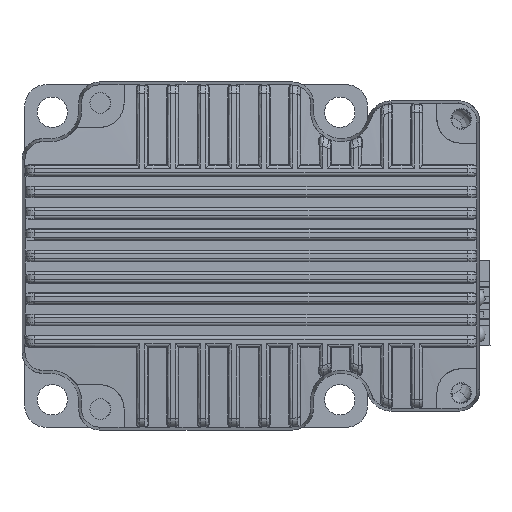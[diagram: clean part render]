
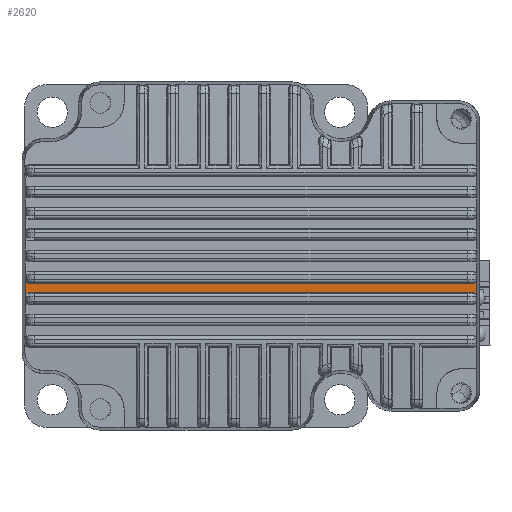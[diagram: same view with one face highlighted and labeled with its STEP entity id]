
A CAD part, front view. The second image highlights one B-rep face of the part: STEP entity #2620.
In plain terms, the highlighted cylindrical face has radius 272.359 mm (diameter 544.717 mm), a partial arc.
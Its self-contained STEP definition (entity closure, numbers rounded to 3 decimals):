
#253 = CARTESIAN_POINT ( 'NONE',  ( 56.832, -108.079, 55.303 ) ) ;
#1304 = ORIENTED_EDGE ( 'NONE', *, *, #24585, .T. ) ;
#1546 = EDGE_CURVE ( 'NONE', #21920, #16974, #31124, .T. ) ;
#1757 = CARTESIAN_POINT ( 'NONE',  ( -17.212, -108.073, 55.042 ) ) ;
#2021 = CARTESIAN_POINT ( 'NONE',  ( -16.844, -108.084, 55.541 ) ) ;
#2089 = CARTESIAN_POINT ( 'NONE',  ( -17.211, -108.122, 57.6 ) ) ;
#2620 = ADVANCED_FACE ( 'NONE', ( #16741 ), #12046, .T. ) ;
#2637 = CARTESIAN_POINT ( 'NONE',  ( -16.972, -108.115, 57.154 ) ) ;
#2714 = B_SPLINE_CURVE_WITH_KNOTS ( 'NONE', 3,
 ( #30273, #33167, #253, #12349, #17867, #27108 ),
 .UNSPECIFIED., .F., .F.,
 ( 4, 2, 4 ),
 ( 0., 0., 0.001 ),
 .UNSPECIFIED. ) ;
#2941 = CARTESIAN_POINT ( 'NONE',  ( 184.931, -108.084, 55.541 ) ) ;
#4211 = CARTESIAN_POINT ( 'NONE',  ( -16.712, -108.084, 55.541 ) ) ;
#4418 = B_SPLINE_CURVE_WITH_KNOTS ( 'NONE', 3,
 ( #11283, #14425, #35341, #8153, #23432, #20321 ),
 .UNSPECIFIED., .F., .F.,
 ( 4, 2, 4 ),
 ( 0., 0., 0.001 ),
 .UNSPECIFIED. ) ;
#4488 = CARTESIAN_POINT ( 'NONE',  ( 56.886, -108.122, 57.6 ) ) ;
#5932 = ORIENTED_EDGE ( 'NONE', *, *, #20815, .F. ) ;
#6968 = ORIENTED_EDGE ( 'NONE', *, *, #7909, .T. ) ;
#7251 = ORIENTED_EDGE ( 'NONE', *, *, #9372, .T. ) ;
#7376 = VERTEX_POINT ( 'NONE', #4211 ) ;
#7852 = CARTESIAN_POINT ( 'NONE',  ( -17.158, -108.079, 55.303 ) ) ;
#7909 = EDGE_CURVE ( 'NONE', #27769, #12135, #4418, .T. ) ;
#8153 = CARTESIAN_POINT ( 'NONE',  ( 56.647, -108.115, 57.154 ) ) ;
#8594 = CARTESIAN_POINT ( 'NONE',  ( -17.157, -108.118, 57.339 ) ) ;
#9372 = EDGE_CURVE ( 'NONE', #12135, #15929, #38302, .T. ) ;
#9429 = VERTEX_POINT ( 'NONE', #28677 ) ;
#9573 = VECTOR ( 'NONE', #35205, 1000. ) ;
#10240 = CARTESIAN_POINT ( 'NONE',  ( 56.386, -108.114, 57.1 ) ) ;
#11092 = CARTESIAN_POINT ( 'NONE',  ( -16.712, -108.084, 55.541 ) ) ;
#11283 = CARTESIAN_POINT ( 'NONE',  ( 56.886, -108.122, 57.6 ) ) ;
#11604 = VERTEX_POINT ( 'NONE', #21564 ) ;
#11663 = ORIENTED_EDGE ( 'NONE', *, *, #21304, .T. ) ;
#11726 = EDGE_LOOP ( 'NONE', ( #12967, #23864, #11663, #27808, #5932, #6968, #7251, #1304 ) ) ;
#11906 = LINE ( 'NONE', #2941, #9573 ) ;
#12046 = CYLINDRICAL_SURFACE ( 'NONE', #27113, 272.359 ) ;
#12123 = CARTESIAN_POINT ( 'NONE',  ( -17.211, -108.122, 57.6 ) ) ;
#12135 = VERTEX_POINT ( 'NONE', #10240 ) ;
#12349 = CARTESIAN_POINT ( 'NONE',  ( 56.648, -108.083, 55.487 ) ) ;
#12967 = ORIENTED_EDGE ( 'NONE', *, *, #1546, .F. ) ;
#13611 = CARTESIAN_POINT ( 'NONE',  ( -17.212, -108.076, 55.174 ) ) ;
#14425 = CARTESIAN_POINT ( 'NONE',  ( 56.886, -108.12, 57.468 ) ) ;
#14604 =( BOUNDED_CURVE ( )  B_SPLINE_CURVE ( 3, ( #20884, #29750, #33176, #26729 ),
 .UNSPECIFIED., .F., .T. ) 
 B_SPLINE_CURVE_WITH_KNOTS ( ( 4, 4 ),
 ( 0.015, 0.024 ),
 .UNSPECIFIED. ) 
 CURVE ( )  GEOMETRIC_REPRESENTATION_ITEM ( )  RATIONAL_B_SPLINE_CURVE ( ( 1., 1., 1., 1. ) ) 
 REPRESENTATION_ITEM ( '' )  );
#14627 = CARTESIAN_POINT ( 'NONE',  ( -17.211, -108.122, 57.6 ) ) ;
#15525 = CARTESIAN_POINT ( 'NONE',  ( -17.211, -108.11, 56.747 ) ) ;
#15929 = VERTEX_POINT ( 'NONE', #25813 ) ;
#15963 = CARTESIAN_POINT ( 'NONE',  ( -17.212, -108.073, 55.042 ) ) ;
#16741 = FACE_OUTER_BOUND ( 'NONE', #11726, .T. ) ;
#16974 = VERTEX_POINT ( 'NONE', #2089 ) ;
#17867 = CARTESIAN_POINT ( 'NONE',  ( 56.518, -108.084, 55.541 ) ) ;
#18595 = CARTESIAN_POINT ( 'NONE',  ( 184.931, 164.208, 61.57 ) ) ;
#19407 = B_SPLINE_CURVE_WITH_KNOTS ( 'NONE', 3,
 ( #1757, #13611, #7852, #22631, #2021, #11092 ),
 .UNSPECIFIED., .F., .F.,
 ( 4, 2, 4 ),
 ( 0., 0., 0.001 ),
 .UNSPECIFIED. ) ;
#19627 = VECTOR ( 'NONE', #22194, 1000. ) ;
#20321 = CARTESIAN_POINT ( 'NONE',  ( 56.386, -108.114, 57.1 ) ) ;
#20815 = EDGE_CURVE ( 'NONE', #27769, #9429, #14604, .T. ) ;
#20884 = CARTESIAN_POINT ( 'NONE',  ( 56.886, -108.122, 57.6 ) ) ;
#21304 = EDGE_CURVE ( 'NONE', #7376, #11604, #11906, .T. ) ;
#21557 = CARTESIAN_POINT ( 'NONE',  ( -17.211, -108.093, 55.894 ) ) ;
#21564 = CARTESIAN_POINT ( 'NONE',  ( 56.386, -108.084, 55.541 ) ) ;
#21920 = VERTEX_POINT ( 'NONE', #15963 ) ;
#22194 = DIRECTION ( 'NONE',  ( -1., 0., 0. ) ) ;
#22631 = CARTESIAN_POINT ( 'NONE',  ( -16.973, -108.083, 55.487 ) ) ;
#23432 = CARTESIAN_POINT ( 'NONE',  ( 56.518, -108.114, 57.1 ) ) ;
#23864 = ORIENTED_EDGE ( 'NONE', *, *, #25877, .T. ) ;
#24585 = EDGE_CURVE ( 'NONE', #15929, #16974, #30911, .T. ) ;
#25813 = CARTESIAN_POINT ( 'NONE',  ( -16.711, -108.114, 57.1 ) ) ;
#25877 = EDGE_CURVE ( 'NONE', #21920, #7376, #19407, .T. ) ;
#26624 = CARTESIAN_POINT ( 'NONE',  ( -16.843, -108.114, 57.1 ) ) ;
#26729 = CARTESIAN_POINT ( 'NONE',  ( 56.886, -108.073, 55.042 ) ) ;
#26886 = CARTESIAN_POINT ( 'NONE',  ( -17.211, -108.12, 57.468 ) ) ;
#27108 = CARTESIAN_POINT ( 'NONE',  ( 56.386, -108.084, 55.541 ) ) ;
#27113 = AXIS2_PLACEMENT_3D ( 'NONE', #18595, #36631, #37016 ) ;
#27413 = CARTESIAN_POINT ( 'NONE',  ( -17.212, -108.073, 55.042 ) ) ;
#27769 = VERTEX_POINT ( 'NONE', #4488 ) ;
#27808 = ORIENTED_EDGE ( 'NONE', *, *, #38106, .F. ) ;
#27917 = CARTESIAN_POINT ( 'NONE',  ( 184.931, -108.114, 57.1 ) ) ;
#28677 = CARTESIAN_POINT ( 'NONE',  ( 56.886, -108.073, 55.042 ) ) ;
#29750 = CARTESIAN_POINT ( 'NONE',  ( 56.886, -108.11, 56.747 ) ) ;
#30273 = CARTESIAN_POINT ( 'NONE',  ( 56.886, -108.073, 55.042 ) ) ;
#30911 = B_SPLINE_CURVE_WITH_KNOTS ( 'NONE', 3,
 ( #35789, #26624, #2637, #8594, #26886, #14627 ),
 .UNSPECIFIED., .F., .F.,
 ( 4, 2, 4 ),
 ( 0., 0., 0.001 ),
 .UNSPECIFIED. ) ;
#31124 =( BOUNDED_CURVE ( )  B_SPLINE_CURVE ( 3, ( #27413, #21557, #15525, #12123 ),
 .UNSPECIFIED., .F., .F. ) 
 B_SPLINE_CURVE_WITH_KNOTS ( ( 4, 4 ),
 ( 3.118, 3.127 ),
 .UNSPECIFIED. ) 
 CURVE ( )  GEOMETRIC_REPRESENTATION_ITEM ( )  RATIONAL_B_SPLINE_CURVE ( ( 1., 1., 1., 1. ) ) 
 REPRESENTATION_ITEM ( '' )  );
#33167 = CARTESIAN_POINT ( 'NONE',  ( 56.886, -108.076, 55.174 ) ) ;
#33176 = CARTESIAN_POINT ( 'NONE',  ( 56.886, -108.093, 55.894 ) ) ;
#35205 = DIRECTION ( 'NONE',  ( 1., 0., 0. ) ) ;
#35341 = CARTESIAN_POINT ( 'NONE',  ( 56.831, -108.118, 57.339 ) ) ;
#35789 = CARTESIAN_POINT ( 'NONE',  ( -16.711, -108.114, 57.1 ) ) ;
#36631 = DIRECTION ( 'NONE',  ( -1., 0., 0. ) ) ;
#37016 = DIRECTION ( 'NONE',  ( 0., 0., 1. ) ) ;
#38106 = EDGE_CURVE ( 'NONE', #9429, #11604, #2714, .T. ) ;
#38302 = LINE ( 'NONE', #27917, #19627 ) ;
